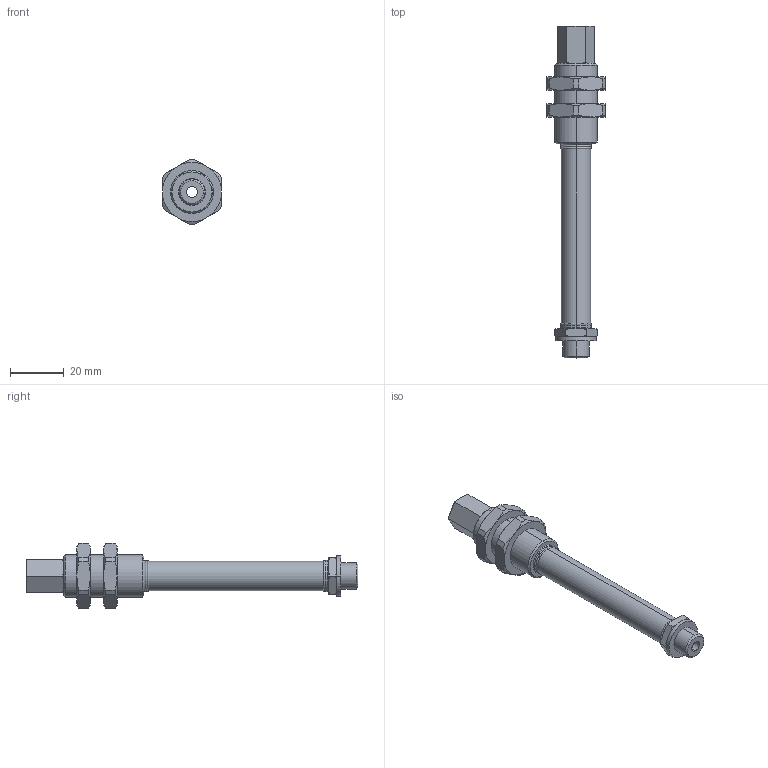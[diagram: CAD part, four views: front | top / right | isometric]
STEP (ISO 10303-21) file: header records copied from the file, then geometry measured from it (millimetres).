
FILE_DESCRIPTION (( 'STEP AP203' ), '1' );
FILE_NAME ('10.01.02.00604.step', '2021-04-14T12:44:18', ( '' ), ( '' ), 'SwSTEP 2.0', 'SolidWorks 2021', '' );
FILE_SCHEMA (( 'CONFIG_CONTROL_DESIGN' ));
Length unit declared in the file: millimetre
Products named in the file (1): 10.01.02.00604
Bounding box: 22 x 124 x 24.3 mm (x, y, z)
Volume: 14564.3 mm3; surface area: 14780.3 mm2
Topology: 1 solids, 1 shells, 188 faces, 414 edges, 242 vertices
Faces by surface type: cone 62, plane 52, cylinder 42, torus 32
Entity records: 6007 total; most frequent: CARTESIAN_POINT 1919, DIRECTION 850, ORIENTED_EDGE 828, EDGE_CURVE 414, AXIS2_PLACEMENT_3D 379, VERTEX_POINT 242, EDGE_LOOP 206, CIRCLE 190
